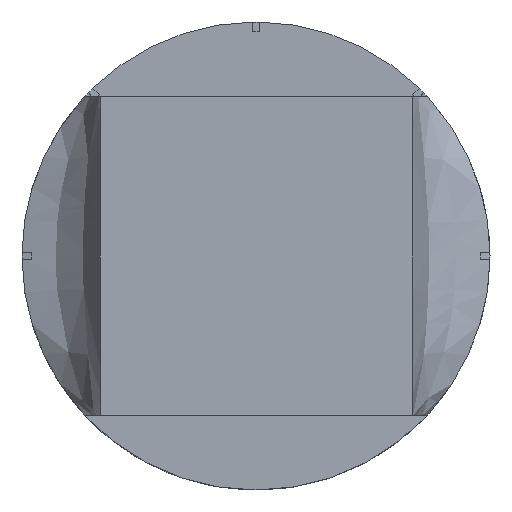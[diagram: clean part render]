
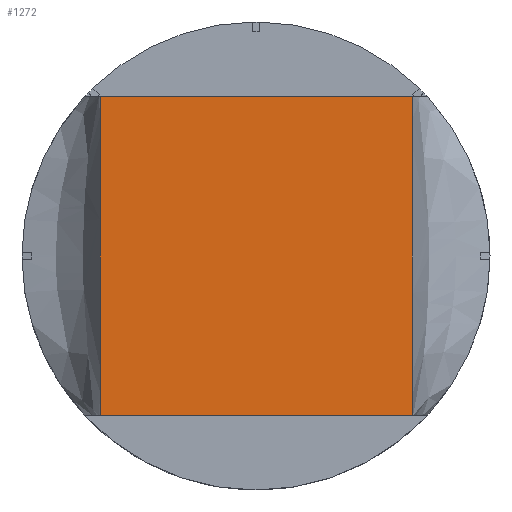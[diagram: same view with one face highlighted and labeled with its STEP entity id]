
A CAD part, front view. The second image highlights one B-rep face of the part: STEP entity #1272.
In plain terms, the highlighted planar face has unit normal (0, -1, 0).
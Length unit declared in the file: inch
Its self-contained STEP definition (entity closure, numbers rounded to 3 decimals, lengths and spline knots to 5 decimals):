
#111=FACE_OUTER_BOUND('',#183,.T.);
#183=EDGE_LOOP('',(#1150,#1151,#1152,#1153));
#287=LINE('',#2342,#401);
#291=LINE('',#2470,#405);
#296=LINE('',#2488,#410);
#297=LINE('',#2490,#411);
#401=VECTOR('',#1747,0.3937);
#405=VECTOR('',#1755,0.3937);
#410=VECTOR('',#1778,0.3937);
#411=VECTOR('',#1781,0.3937);
#586=VERTEX_POINT('',#2339);
#587=VERTEX_POINT('',#2341);
#590=VERTEX_POINT('',#2467);
#591=VERTEX_POINT('',#2469);
#764=EDGE_CURVE('',#587,#586,#287,.T.);
#771=EDGE_CURVE('',#591,#590,#291,.T.);
#780=EDGE_CURVE('',#590,#587,#296,.T.);
#781=EDGE_CURVE('',#586,#591,#297,.T.);
#1150=ORIENTED_EDGE('',*,*,#781,.T.);
#1151=ORIENTED_EDGE('',*,*,#771,.T.);
#1152=ORIENTED_EDGE('',*,*,#780,.T.);
#1153=ORIENTED_EDGE('',*,*,#764,.T.);
#1205=PLANE('',#1413);
#1272=ADVANCED_FACE('',(#111),#1205,.T.);
#1413=AXIS2_PLACEMENT_3D('',#2491,#1782,#1783);
#1747=DIRECTION('',(0.,0.,1.));
#1755=DIRECTION('',(0.,0.,-1.));
#1778=DIRECTION('',(1.,0.,0.));
#1781=DIRECTION('',(-1.,0.,0.));
#1782=DIRECTION('center_axis',(0.,-1.,0.));
#1783=DIRECTION('ref_axis',(0.,0.,-1.));
#2339=CARTESIAN_POINT('',(0.25,-1.85,0.2556));
#2341=CARTESIAN_POINT('',(0.25,-1.85,-0.2556));
#2342=CARTESIAN_POINT('',(0.25,-1.85,-0.2556));
#2467=CARTESIAN_POINT('',(-0.25,-1.85,-0.2556));
#2469=CARTESIAN_POINT('',(-0.25,-1.85,0.2556));
#2470=CARTESIAN_POINT('',(-0.25,-1.85,0.2556));
#2488=CARTESIAN_POINT('',(0.2744,-1.85,-0.2556));
#2490=CARTESIAN_POINT('',(-0.2744,-1.85,0.2556));
#2491=CARTESIAN_POINT('Origin',(0.,-1.85,0.));
